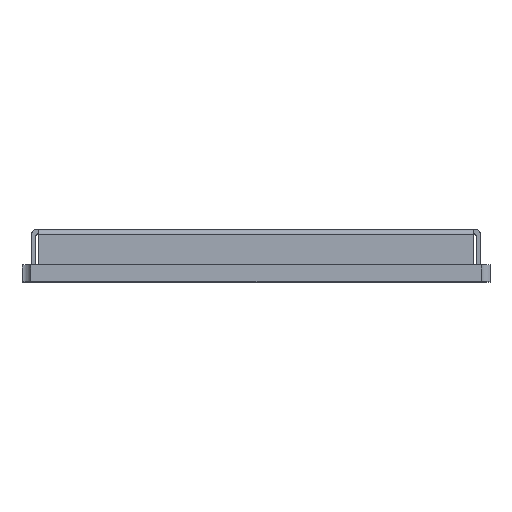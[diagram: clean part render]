
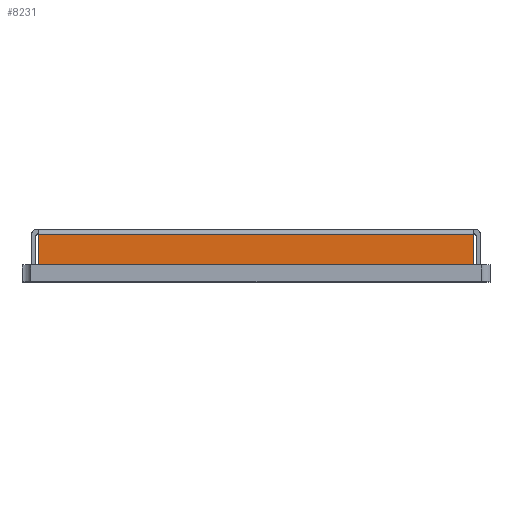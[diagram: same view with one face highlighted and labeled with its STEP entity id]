
A CAD part, top view. The second image highlights one B-rep face of the part: STEP entity #8231.
In plain terms, the highlighted planar face has unit normal (0, 0, 1).
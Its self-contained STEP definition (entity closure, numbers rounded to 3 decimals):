
#1025 = ORIENTED_EDGE ( 'NONE', *, *, #8042, .F. ) ;
#1239 = DIRECTION ( 'NONE',  ( -1., 0., 0. ) ) ;
#1670 = CARTESIAN_POINT ( 'NONE',  ( -19.5, 0.7, 23.05 ) ) ;
#1694 = CARTESIAN_POINT ( 'NONE',  ( -19.2, 2.2, 23.05 ) ) ;
#4012 = LINE ( 'NONE', #26469, #27186 ) ;
#4372 = PLANE ( 'NONE',  #10535 ) ;
#6229 = CARTESIAN_POINT ( 'NONE',  ( -0.7, 0.7, 23.05 ) ) ;
#6345 = FACE_OUTER_BOUND ( 'NONE', #17531, .T. ) ;
#6556 = VECTOR ( 'NONE', #41277, 1000. ) ;
#7093 = CARTESIAN_POINT ( 'NONE',  ( -19.5, 2.2, 23.05 ) ) ;
#7759 = VERTEX_POINT ( 'NONE', #38722 ) ;
#7968 = LINE ( 'NONE', #1694, #15876 ) ;
#8042 = EDGE_CURVE ( 'NONE', #17636, #31786, #36336, .T. ) ;
#8231 = ADVANCED_FACE ( 'NONE', ( #6345 ), #4372, .T. ) ;
#10535 = AXIS2_PLACEMENT_3D ( 'NONE', #7093, #39265, #35132 ) ;
#14381 = CARTESIAN_POINT ( 'NONE',  ( -0.7, 2., 23.05 ) ) ;
#15876 = VECTOR ( 'NONE', #27306, 1000. ) ;
#15974 = CARTESIAN_POINT ( 'NONE',  ( -19.2, 0.7, 23.05 ) ) ;
#16370 = DIRECTION ( 'NONE',  ( 0., 1., 0. ) ) ;
#17531 = EDGE_LOOP ( 'NONE', ( #30753, #37252, #21323, #1025 ) ) ;
#17636 = VERTEX_POINT ( 'NONE', #6229 ) ;
#18338 = LINE ( 'NONE', #34141, #6556 ) ;
#18875 = EDGE_CURVE ( 'NONE', #17636, #23943, #4012, .T. ) ;
#21323 = ORIENTED_EDGE ( 'NONE', *, *, #26602, .T. ) ;
#23943 = VERTEX_POINT ( 'NONE', #14381 ) ;
#26469 = CARTESIAN_POINT ( 'NONE',  ( -0.7, 2.2, 23.05 ) ) ;
#26602 = EDGE_CURVE ( 'NONE', #7759, #31786, #7968, .T. ) ;
#27186 = VECTOR ( 'NONE', #16370, 1000. ) ;
#27306 = DIRECTION ( 'NONE',  ( 0., -1., 0. ) ) ;
#30753 = ORIENTED_EDGE ( 'NONE', *, *, #18875, .T. ) ;
#31786 = VERTEX_POINT ( 'NONE', #15974 ) ;
#34141 = CARTESIAN_POINT ( 'NONE',  ( -19.2, 2., 23.05 ) ) ;
#35132 = DIRECTION ( 'NONE',  ( 1., 0., 0. ) ) ;
#36336 = LINE ( 'NONE', #1670, #38686 ) ;
#36769 = EDGE_CURVE ( 'NONE', #23943, #7759, #18338, .T. ) ;
#37252 = ORIENTED_EDGE ( 'NONE', *, *, #36769, .T. ) ;
#38686 = VECTOR ( 'NONE', #1239, 1000. ) ;
#38722 = CARTESIAN_POINT ( 'NONE',  ( -19.2, 2., 23.05 ) ) ;
#39265 = DIRECTION ( 'NONE',  ( 0., 0., 1. ) ) ;
#41277 = DIRECTION ( 'NONE',  ( -1., 0., 0. ) ) ;
